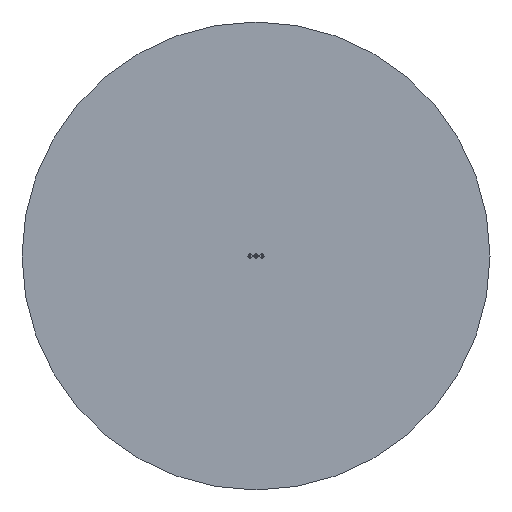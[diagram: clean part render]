
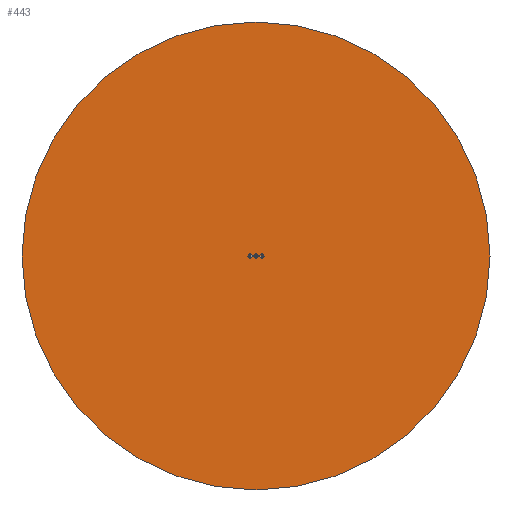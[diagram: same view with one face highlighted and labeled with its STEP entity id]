
A CAD part, top view. The second image highlights one B-rep face of the part: STEP entity #443.
In plain terms, the highlighted planar face has unit normal (0, 0, 1).
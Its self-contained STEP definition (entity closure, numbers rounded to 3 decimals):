
#443 = ADVANCED_FACE('',(#444),#457,.T.);
#444 = FACE_BOUND('',#445,.T.);
#445 = EDGE_LOOP('',(#446));
#446 = ORIENTED_EDGE('',*,*,#447,.T.);
#447 = EDGE_CURVE('',#448,#448,#450,.T.);
#448 = VERTEX_POINT('',#449);
#449 = CARTESIAN_POINT('',(50.,0.,0.));
#450 = SURFACE_CURVE('',#451,(#456),.PCURVE_S1.);
#451 = CIRCLE('',#452,50.);
#452 = AXIS2_PLACEMENT_3D('',#453,#454,#455);
#453 = CARTESIAN_POINT('',(0.,0.,0.));
#454 = DIRECTION('',(0.,0.,1.));
#455 = DIRECTION('',(1.,0.,-0.));
#456 = PCURVE('',#457,#462);
#457 = PLANE('',#458);
#458 = AXIS2_PLACEMENT_3D('',#459,#460,#461);
#459 = CARTESIAN_POINT('',(0.,0.,0.));
#460 = DIRECTION('',(0.,0.,1.));
#461 = DIRECTION('',(1.,0.,-0.));
#462 = DEFINITIONAL_REPRESENTATION('',(#463),#467);
#463 = CIRCLE('',#464,50.);
#464 = AXIS2_PLACEMENT_2D('',#465,#466);
#465 = CARTESIAN_POINT('',(0.,0.));
#466 = DIRECTION('',(1.,0.));
#467 = ( GEOMETRIC_REPRESENTATION_CONTEXT(2) 
PARAMETRIC_REPRESENTATION_CONTEXT() REPRESENTATION_CONTEXT('2D SPACE',''
  ) );
